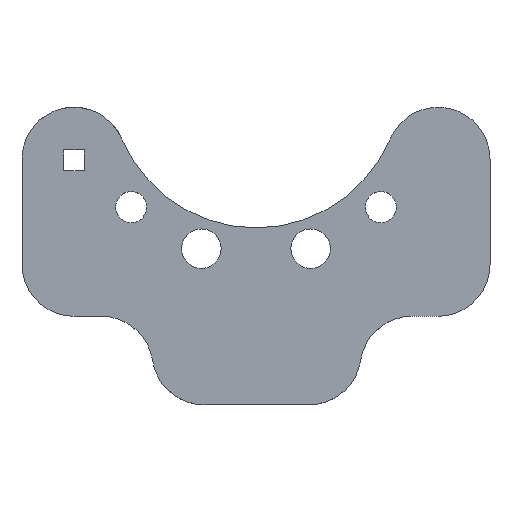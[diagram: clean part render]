
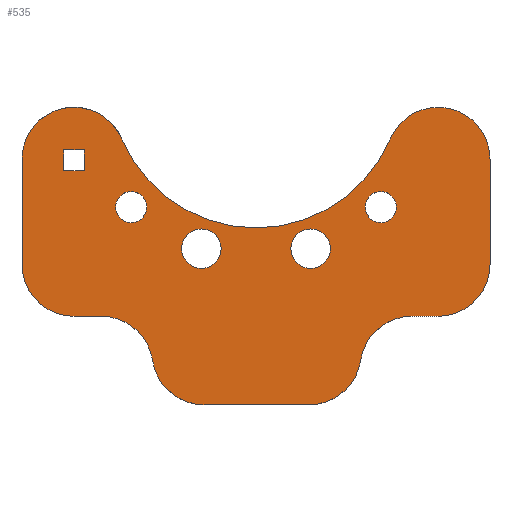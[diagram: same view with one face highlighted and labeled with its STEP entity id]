
A CAD part, top view. The second image highlights one B-rep face of the part: STEP entity #535.
In plain terms, the highlighted planar face has unit normal (0, 0, 1).
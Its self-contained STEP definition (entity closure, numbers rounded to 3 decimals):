
#19=FACE_BOUND('',#184,.T.);
#20=FACE_BOUND('',#185,.T.);
#21=FACE_BOUND('',#186,.T.);
#22=FACE_BOUND('',#187,.T.);
#23=FACE_BOUND('',#188,.T.);
#55=LINE('',#882,#100);
#57=LINE('',#886,#102);
#59=LINE('',#890,#104);
#61=LINE('',#893,#106);
#64=LINE('',#904,#109);
#66=LINE('',#910,#111);
#67=LINE('',#916,#112);
#68=LINE('',#922,#113);
#69=LINE('',#926,#114);
#100=VECTOR('',#691,10.);
#102=VECTOR('',#695,10.);
#104=VECTOR('',#699,10.);
#106=VECTOR('',#703,10.);
#109=VECTOR('',#716,10.);
#111=VECTOR('',#722,10.);
#112=VECTOR('',#727,10.);
#113=VECTOR('',#732,10.);
#114=VECTOR('',#735,10.);
#135=PLANE('',#597);
#152=FACE_OUTER_BOUND('',#183,.T.);
#183=EDGE_LOOP('',(#444,#445,#446,#447,#448,#449,#450,#451,#452,#453,#454,
#455,#456,#457));
#184=EDGE_LOOP('',(#458,#459,#460,#461));
#185=EDGE_LOOP('',(#462));
#186=EDGE_LOOP('',(#463));
#187=EDGE_LOOP('',(#464));
#188=EDGE_LOOP('',(#465));
#221=CIRCLE('',#587,5.);
#222=CIRCLE('',#593,1.9);
#223=CIRCLE('',#595,1.9);
#224=CIRCLE('',#598,5.);
#225=CIRCLE('',#599,5.);
#226=CIRCLE('',#600,5.);
#227=CIRCLE('',#601,5.);
#228=CIRCLE('',#602,5.);
#229=CIRCLE('',#603,5.);
#230=CIRCLE('',#604,5.);
#231=CIRCLE('',#605,14.);
#232=CIRCLE('',#606,1.5);
#233=CIRCLE('',#607,1.5);
#266=VERTEX_POINT('',#872);
#267=VERTEX_POINT('',#874);
#268=VERTEX_POINT('',#879);
#269=VERTEX_POINT('',#881);
#270=VERTEX_POINT('',#885);
#271=VERTEX_POINT('',#889);
#272=VERTEX_POINT('',#895);
#273=VERTEX_POINT('',#899);
#274=VERTEX_POINT('',#903);
#275=VERTEX_POINT('',#907);
#276=VERTEX_POINT('',#909);
#277=VERTEX_POINT('',#911);
#278=VERTEX_POINT('',#913);
#279=VERTEX_POINT('',#915);
#280=VERTEX_POINT('',#917);
#281=VERTEX_POINT('',#919);
#282=VERTEX_POINT('',#921);
#283=VERTEX_POINT('',#923);
#284=VERTEX_POINT('',#925);
#285=VERTEX_POINT('',#927);
#286=VERTEX_POINT('',#930);
#287=VERTEX_POINT('',#932);
#322=EDGE_CURVE('',#267,#266,#221,.T.);
#326=EDGE_CURVE('',#269,#268,#55,.T.);
#328=EDGE_CURVE('',#270,#269,#57,.T.);
#330=EDGE_CURVE('',#271,#270,#59,.T.);
#332=EDGE_CURVE('',#268,#271,#61,.T.);
#333=EDGE_CURVE('',#272,#272,#222,.T.);
#335=EDGE_CURVE('',#273,#273,#223,.T.);
#337=EDGE_CURVE('',#266,#274,#64,.T.);
#339=EDGE_CURVE('',#274,#275,#224,.T.);
#340=EDGE_CURVE('',#276,#275,#66,.T.);
#341=EDGE_CURVE('',#277,#276,#225,.T.);
#342=EDGE_CURVE('',#277,#278,#226,.T.);
#343=EDGE_CURVE('',#278,#279,#67,.T.);
#344=EDGE_CURVE('',#280,#279,#227,.T.);
#345=EDGE_CURVE('',#280,#281,#228,.T.);
#346=EDGE_CURVE('',#282,#281,#68,.T.);
#347=EDGE_CURVE('',#283,#282,#229,.T.);
#348=EDGE_CURVE('',#284,#283,#69,.T.);
#349=EDGE_CURVE('',#285,#284,#230,.T.);
#350=EDGE_CURVE('',#285,#267,#231,.T.);
#351=EDGE_CURVE('',#286,#286,#232,.T.);
#352=EDGE_CURVE('',#287,#287,#233,.T.);
#444=ORIENTED_EDGE('',*,*,#337,.T.);
#445=ORIENTED_EDGE('',*,*,#339,.T.);
#446=ORIENTED_EDGE('',*,*,#340,.F.);
#447=ORIENTED_EDGE('',*,*,#341,.F.);
#448=ORIENTED_EDGE('',*,*,#342,.T.);
#449=ORIENTED_EDGE('',*,*,#343,.T.);
#450=ORIENTED_EDGE('',*,*,#344,.F.);
#451=ORIENTED_EDGE('',*,*,#345,.T.);
#452=ORIENTED_EDGE('',*,*,#346,.F.);
#453=ORIENTED_EDGE('',*,*,#347,.F.);
#454=ORIENTED_EDGE('',*,*,#348,.F.);
#455=ORIENTED_EDGE('',*,*,#349,.F.);
#456=ORIENTED_EDGE('',*,*,#350,.T.);
#457=ORIENTED_EDGE('',*,*,#322,.T.);
#458=ORIENTED_EDGE('',*,*,#330,.T.);
#459=ORIENTED_EDGE('',*,*,#328,.T.);
#460=ORIENTED_EDGE('',*,*,#326,.T.);
#461=ORIENTED_EDGE('',*,*,#332,.T.);
#462=ORIENTED_EDGE('',*,*,#333,.T.);
#463=ORIENTED_EDGE('',*,*,#335,.T.);
#464=ORIENTED_EDGE('',*,*,#351,.T.);
#465=ORIENTED_EDGE('',*,*,#352,.T.);
#535=ADVANCED_FACE('',(#152,#19,#20,#21,#22,#23),#135,.T.);
#587=AXIS2_PLACEMENT_3D('',#875,#684,#685);
#593=AXIS2_PLACEMENT_3D('',#896,#706,#707);
#595=AXIS2_PLACEMENT_3D('',#900,#711,#712);
#597=AXIS2_PLACEMENT_3D('',#906,#718,#719);
#598=AXIS2_PLACEMENT_3D('',#908,#720,#721);
#599=AXIS2_PLACEMENT_3D('',#912,#723,#724);
#600=AXIS2_PLACEMENT_3D('',#914,#725,#726);
#601=AXIS2_PLACEMENT_3D('',#918,#728,#729);
#602=AXIS2_PLACEMENT_3D('',#920,#730,#731);
#603=AXIS2_PLACEMENT_3D('',#924,#733,#734);
#604=AXIS2_PLACEMENT_3D('',#928,#736,#737);
#605=AXIS2_PLACEMENT_3D('',#929,#738,#739);
#606=AXIS2_PLACEMENT_3D('',#931,#740,#741);
#607=AXIS2_PLACEMENT_3D('',#933,#742,#743);
#684=DIRECTION('center_axis',(0.,0.,1.));
#685=DIRECTION('ref_axis',(1.,0.,0.));
#691=DIRECTION('',(0.,-1.,0.));
#695=DIRECTION('',(1.,0.,0.));
#699=DIRECTION('',(0.,1.,0.));
#703=DIRECTION('',(-1.,0.,0.));
#706=DIRECTION('center_axis',(0.,0.,-1.));
#707=DIRECTION('ref_axis',(1.,0.,0.));
#711=DIRECTION('center_axis',(0.,0.,-1.));
#712=DIRECTION('ref_axis',(1.,0.,0.));
#716=DIRECTION('',(0.,-1.,0.));
#718=DIRECTION('center_axis',(0.,0.,1.));
#719=DIRECTION('ref_axis',(0.,1.,0.));
#720=DIRECTION('center_axis',(0.,0.,1.));
#721=DIRECTION('ref_axis',(-0.707,-0.707,0.));
#722=DIRECTION('',(-1.,0.,0.));
#723=DIRECTION('center_axis',(0.,0.,1.));
#724=DIRECTION('ref_axis',(0.,-1.,0.));
#725=DIRECTION('center_axis',(0.,0.,1.));
#726=DIRECTION('ref_axis',(-0.707,-0.707,0.));
#727=DIRECTION('',(1.,0.,0.));
#728=DIRECTION('center_axis',(0.,0.,-1.));
#729=DIRECTION('ref_axis',(0.,1.,0.));
#730=DIRECTION('center_axis',(0.,0.,-1.));
#731=DIRECTION('ref_axis',(-0.707,0.707,0.));
#732=DIRECTION('',(-1.,0.,0.));
#733=DIRECTION('center_axis',(0.,0.,-1.));
#734=DIRECTION('ref_axis',(0.707,-0.707,0.));
#735=DIRECTION('',(0.,-1.,0.));
#736=DIRECTION('center_axis',(0.,0.,-1.));
#737=DIRECTION('ref_axis',(-1.,0.,0.));
#738=DIRECTION('center_axis',(0.,0.,-1.));
#739=DIRECTION('ref_axis',(0.,1.,0.));
#740=DIRECTION('center_axis',(0.,0.,-1.));
#741=DIRECTION('ref_axis',(0.,1.,0.));
#742=DIRECTION('center_axis',(0.,0.,-1.));
#743=DIRECTION('ref_axis',(0.,1.,0.));
#872=CARTESIAN_POINT('',(-22.5,23.601,4.));
#874=CARTESIAN_POINT('',(-12.895,25.548,4.));
#875=CARTESIAN_POINT('Origin',(-17.5,23.601,4.));
#879=CARTESIAN_POINT('',(-16.5,22.5,4.));
#881=CARTESIAN_POINT('',(-16.5,24.5,4.));
#882=CARTESIAN_POINT('',(-16.5,22.125,4.));
#885=CARTESIAN_POINT('',(-18.5,24.5,4.));
#886=CARTESIAN_POINT('',(-9.25,24.5,4.));
#889=CARTESIAN_POINT('',(-18.5,22.5,4.));
#890=CARTESIAN_POINT('',(-18.5,21.125,4.));
#893=CARTESIAN_POINT('',(-8.25,22.5,4.));
#895=CARTESIAN_POINT('',(-7.15,15.,4.));
#896=CARTESIAN_POINT('Origin',(-5.25,15.,4.));
#899=CARTESIAN_POINT('',(3.35,15.,4.));
#900=CARTESIAN_POINT('Origin',(5.25,15.,4.));
#903=CARTESIAN_POINT('',(-22.5,13.5,4.));
#904=CARTESIAN_POINT('',(-22.5,25.375,4.));
#906=CARTESIAN_POINT('Origin',(0.,19.75,4.));
#907=CARTESIAN_POINT('',(-17.5,8.5,4.));
#908=CARTESIAN_POINT('Origin',(-17.5,13.5,4.));
#909=CARTESIAN_POINT('',(-14.887,8.5,4.));
#910=CARTESIAN_POINT('',(-11.25,8.5,4.));
#911=CARTESIAN_POINT('',(-9.943,4.25,4.));
#912=CARTESIAN_POINT('Origin',(-14.887,3.5,4.));
#913=CARTESIAN_POINT('',(-5.,0.,4.));
#914=CARTESIAN_POINT('Origin',(-5.,5.,4.));
#915=CARTESIAN_POINT('',(5.113,0.,4.));
#916=CARTESIAN_POINT('',(5.,0.,4.));
#917=CARTESIAN_POINT('',(10.057,4.25,4.));
#918=CARTESIAN_POINT('Origin',(5.113,5.,4.));
#919=CARTESIAN_POINT('',(15.,8.5,4.));
#920=CARTESIAN_POINT('Origin',(15.,3.5,4.));
#921=CARTESIAN_POINT('',(17.5,8.5,4.));
#922=CARTESIAN_POINT('',(-11.25,8.5,4.));
#923=CARTESIAN_POINT('',(22.5,13.5,4.));
#924=CARTESIAN_POINT('Origin',(17.5,13.5,4.));
#925=CARTESIAN_POINT('',(22.5,23.601,4.));
#926=CARTESIAN_POINT('',(22.5,14.125,4.));
#927=CARTESIAN_POINT('',(12.895,25.548,4.));
#928=CARTESIAN_POINT('Origin',(17.5,23.601,4.));
#929=CARTESIAN_POINT('Origin',(0.,31.,4.));
#930=CARTESIAN_POINT('',(12.,17.5,4.));
#931=CARTESIAN_POINT('Origin',(12.,19.,4.));
#932=CARTESIAN_POINT('',(-12.,17.5,4.));
#933=CARTESIAN_POINT('Origin',(-12.,19.,4.));
